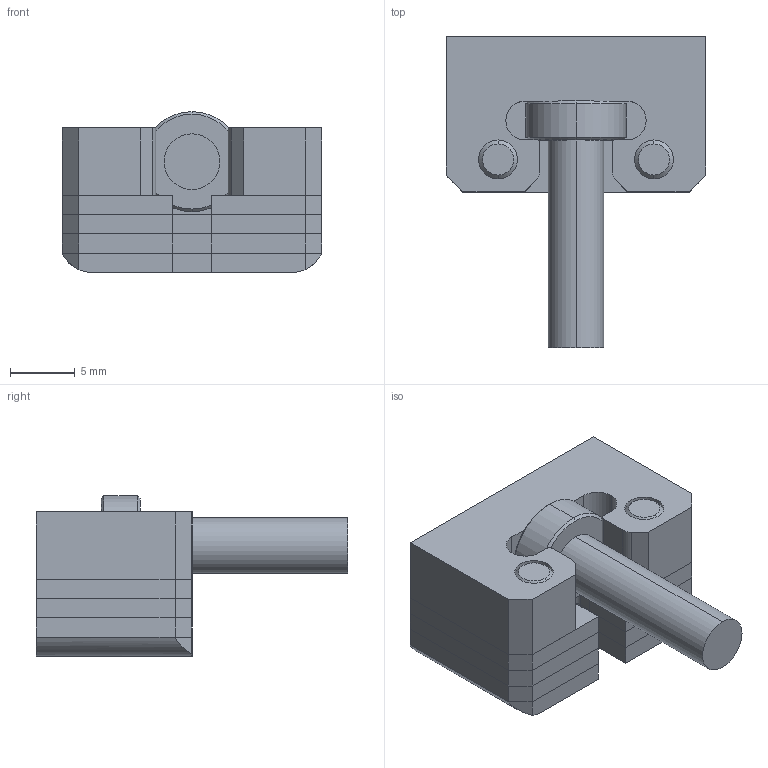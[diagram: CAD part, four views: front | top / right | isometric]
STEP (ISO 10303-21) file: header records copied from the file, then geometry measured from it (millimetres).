
FILE_DESCRIPTION (( 'STEP AP203' ), '1' );
FILE_NAME ('dc30.STEP', '2023-01-11T08:36:15', ( '' ), ( '' ), 'SwSTEP 2.0', 'SolidWorks 2019', '' );
FILE_SCHEMA (( 'CONFIG_CONTROL_DESIGN' ));
Length unit declared in the file: millimetre
Products named in the file (6): Lamellar_Gas_Vent_ISGL20C 1c3c78b1c433be6248a0cf10c4a2def5; Lamela 1c3c78b1c433be6248a0cf10c4a2def5; Lamela_Radius 1c3c78b1c433be6248a0cf10c4a2def5; Bolt 1c3c78b1c433be6248a0cf10c4a2def5; dc30; Pin_20 1c3c78b1c433be6248a0cf10c4a2def5
Assembly tree (7 placements, depth 2):
  dc30
    Lamellar_Gas_Vent_ISGL20C 1c3c78b1c433be6248a0cf10c4a2def5
    Bolt 1c3c78b1c433be6248a0cf10c4a2def5
    Lamela 1c3c78b1c433be6248a0cf10c4a2def5  x2
    Lamela_Radius 1c3c78b1c433be6248a0cf10c4a2def5
    Pin_20 1c3c78b1c433be6248a0cf10c4a2def5  x2
Bounding box: 20 x 24 x 12.37 mm (x, y, z)
Volume: 2535.6 mm3; surface area: 3598.7 mm2
Topology: 8 solids, 8 shells, 150 faces, 387 edges, 254 vertices
Faces by surface type: plane 85, cylinder 53, cone 12
Entity records: 4347 total; most frequent: DIRECTION 655, CARTESIAN_POINT 643, ORIENTED_EDGE 614, EDGE_CURVE 307, AXIS2_PLACEMENT_3D 222, LINE 211, VECTOR 211, VERTEX_POINT 202
